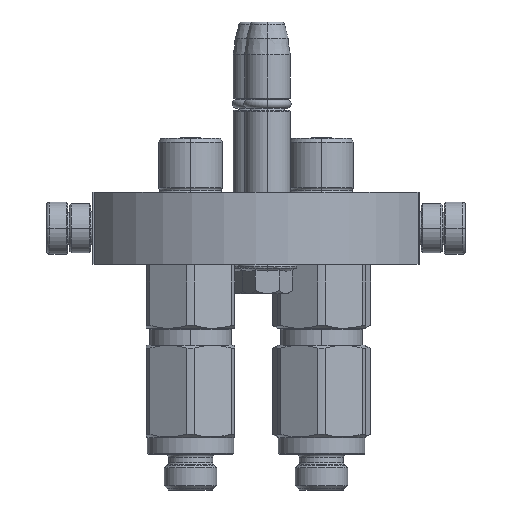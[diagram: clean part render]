
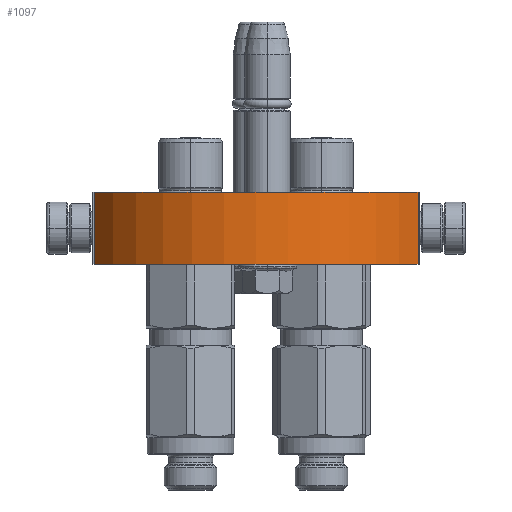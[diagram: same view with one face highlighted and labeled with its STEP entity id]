
A CAD part, left-side view. The second image highlights one B-rep face of the part: STEP entity #1097.
In plain terms, the highlighted cylindrical face has radius 57.25 mm (diameter 114.5 mm), a partial arc.
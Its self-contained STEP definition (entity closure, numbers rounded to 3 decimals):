
#1097 = ADVANCED_FACE ( 'NONE', ( #12716 ), #30845, .T. ) ;
#7374 = CARTESIAN_POINT ( 'NONE',  ( -49.5, 28.763, 0. ) ) ;
#7480 = CARTESIAN_POINT ( 'NONE',  ( 49.5, 28.763, 22. ) ) ;
#8514 = DIRECTION ( 'NONE',  ( 0., 0., 1. ) ) ;
#8658 = LINE ( 'NONE', #7374, #29141 ) ;
#10571 = ORIENTED_EDGE ( 'NONE', *, *, #20952, .T. ) ;
#11232 = DIRECTION ( 'NONE',  ( 0., 0., -1. ) ) ;
#12089 = VERTEX_POINT ( 'NONE', #37863 ) ;
#12716 = FACE_OUTER_BOUND ( 'NONE', #42868, .T. ) ;
#13215 = EDGE_CURVE ( 'NONE', #47423, #12089, #34424, .T. ) ;
#14523 = EDGE_CURVE ( 'NONE', #46453, #47423, #33681, .T. ) ;
#16346 = DIRECTION ( 'NONE',  ( 0.865, 0.502, 0. ) ) ;
#16492 = CIRCLE ( 'NONE', #31878, 57.25 ) ;
#20740 = DIRECTION ( 'NONE',  ( 0.865, 0.502, 0. ) ) ;
#20952 = EDGE_CURVE ( 'NONE', #22445, #12089, #8658, .T. ) ;
#22214 = ORIENTED_EDGE ( 'NONE', *, *, #14523, .F. ) ;
#22445 = VERTEX_POINT ( 'NONE', #43681 ) ;
#23458 = CARTESIAN_POINT ( 'NONE',  ( 49.5, 28.763, 0. ) ) ;
#24357 = CARTESIAN_POINT ( 'NONE',  ( 0., 0., 0. ) ) ;
#24477 = AXIS2_PLACEMENT_3D ( 'NONE', #42335, #8514, #16346 ) ;
#29141 = VECTOR ( 'NONE', #48031, 1000. ) ;
#30845 = CYLINDRICAL_SURFACE ( 'NONE', #42762, 57.25 ) ;
#31878 = AXIS2_PLACEMENT_3D ( 'NONE', #24357, #39191, #20740 ) ;
#33681 = LINE ( 'NONE', #39535, #36589 ) ;
#34424 = CIRCLE ( 'NONE', #24477, 57.25 ) ;
#36589 = VECTOR ( 'NONE', #39698, 1000. ) ;
#37863 = CARTESIAN_POINT ( 'NONE',  ( -49.5, 28.763, 22. ) ) ;
#37992 = DIRECTION ( 'NONE',  ( 1., 0., 0. ) ) ;
#38003 = ORIENTED_EDGE ( 'NONE', *, *, #38660, .T. ) ;
#38660 = EDGE_CURVE ( 'NONE', #46453, #22445, #16492, .T. ) ;
#39191 = DIRECTION ( 'NONE',  ( 0., 0., 1. ) ) ;
#39535 = CARTESIAN_POINT ( 'NONE',  ( 49.5, 28.763, 0. ) ) ;
#39698 = DIRECTION ( 'NONE',  ( 0., 0., 1. ) ) ;
#41129 = CARTESIAN_POINT ( 'NONE',  ( 0., 0., 0. ) ) ;
#41258 = ORIENTED_EDGE ( 'NONE', *, *, #13215, .F. ) ;
#42335 = CARTESIAN_POINT ( 'NONE',  ( 0., 0., 22. ) ) ;
#42762 = AXIS2_PLACEMENT_3D ( 'NONE', #41129, #11232, #37992 ) ;
#42868 = EDGE_LOOP ( 'NONE', ( #38003, #10571, #41258, #22214 ) ) ;
#43681 = CARTESIAN_POINT ( 'NONE',  ( -49.5, 28.763, 0. ) ) ;
#46453 = VERTEX_POINT ( 'NONE', #23458 ) ;
#47423 = VERTEX_POINT ( 'NONE', #7480 ) ;
#48031 = DIRECTION ( 'NONE',  ( 0., 0., 1. ) ) ;
